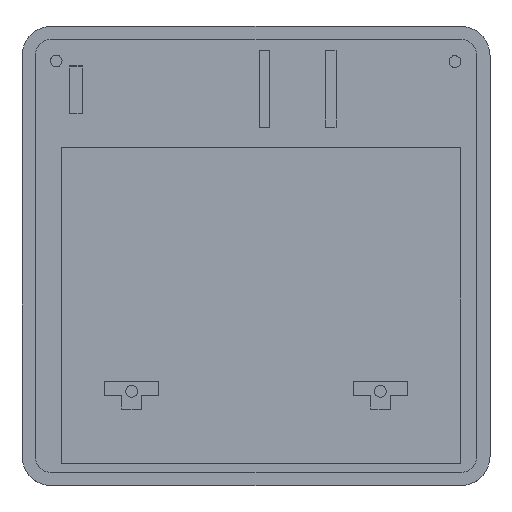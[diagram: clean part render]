
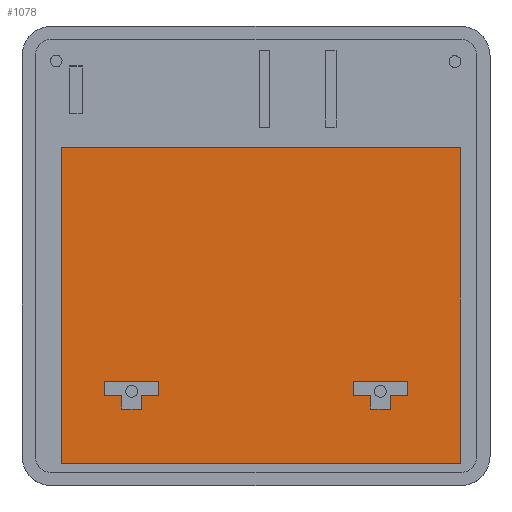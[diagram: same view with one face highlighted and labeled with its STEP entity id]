
A CAD part, top view. The second image highlights one B-rep face of the part: STEP entity #1078.
In plain terms, the highlighted planar face has unit normal (0, 0, 1).
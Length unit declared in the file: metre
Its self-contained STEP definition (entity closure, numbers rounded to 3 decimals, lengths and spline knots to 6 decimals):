
#74=ORIENTED_EDGE('',*,*,#378,.F.);
#75=ORIENTED_EDGE('',*,*,#379,.T.);
#76=ORIENTED_EDGE('',*,*,#380,.T.);
#77=ORIENTED_EDGE('',*,*,#381,.F.);
#78=ORIENTED_EDGE('',*,*,#382,.T.);
#79=ORIENTED_EDGE('',*,*,#383,.F.);
#80=ORIENTED_EDGE('',*,*,#384,.F.);
#81=ORIENTED_EDGE('',*,*,#385,.F.);
#82=ORIENTED_EDGE('',*,*,#386,.T.);
#83=ORIENTED_EDGE('',*,*,#387,.T.);
#84=ORIENTED_EDGE('',*,*,#388,.F.);
#85=ORIENTED_EDGE('',*,*,#389,.T.);
#86=ORIENTED_EDGE('',*,*,#390,.F.);
#87=ORIENTED_EDGE('',*,*,#391,.F.);
#88=ORIENTED_EDGE('',*,*,#392,.F.);
#89=ORIENTED_EDGE('',*,*,#393,.F.);
#90=ORIENTED_EDGE('',*,*,#394,.T.);
#91=ORIENTED_EDGE('',*,*,#395,.T.);
#92=ORIENTED_EDGE('',*,*,#396,.F.);
#93=ORIENTED_EDGE('',*,*,#397,.F.);
#378=EDGE_CURVE('',#530,#531,#628,.T.);
#379=EDGE_CURVE('',#530,#532,#629,.T.);
#380=EDGE_CURVE('',#532,#533,#630,.T.);
#381=EDGE_CURVE('',#534,#533,#631,.T.);
#382=EDGE_CURVE('',#534,#535,#632,.T.);
#383=EDGE_CURVE('',#536,#535,#633,.T.);
#384=EDGE_CURVE('',#537,#536,#634,.T.);
#385=EDGE_CURVE('',#531,#537,#635,.T.);
#386=EDGE_CURVE('',#538,#539,#636,.T.);
#387=EDGE_CURVE('',#539,#540,#637,.T.);
#388=EDGE_CURVE('',#541,#540,#638,.T.);
#389=EDGE_CURVE('',#541,#542,#639,.T.);
#390=EDGE_CURVE('',#543,#542,#640,.T.);
#391=EDGE_CURVE('',#544,#543,#641,.T.);
#392=EDGE_CURVE('',#545,#544,#642,.T.);
#393=EDGE_CURVE('',#538,#545,#643,.T.);
#394=EDGE_CURVE('',#546,#547,#644,.T.);
#395=EDGE_CURVE('',#547,#548,#645,.T.);
#396=EDGE_CURVE('',#549,#548,#646,.T.);
#397=EDGE_CURVE('',#546,#549,#647,.T.);
#530=VERTEX_POINT('',#1608);
#531=VERTEX_POINT('',#1609);
#532=VERTEX_POINT('',#1611);
#533=VERTEX_POINT('',#1613);
#534=VERTEX_POINT('',#1615);
#535=VERTEX_POINT('',#1617);
#536=VERTEX_POINT('',#1619);
#537=VERTEX_POINT('',#1621);
#538=VERTEX_POINT('',#1624);
#539=VERTEX_POINT('',#1625);
#540=VERTEX_POINT('',#1627);
#541=VERTEX_POINT('',#1629);
#542=VERTEX_POINT('',#1631);
#543=VERTEX_POINT('',#1633);
#544=VERTEX_POINT('',#1635);
#545=VERTEX_POINT('',#1637);
#546=VERTEX_POINT('',#1640);
#547=VERTEX_POINT('',#1641);
#548=VERTEX_POINT('',#1643);
#549=VERTEX_POINT('',#1645);
#628=LINE('',#1607,#756);
#629=LINE('',#1610,#757);
#630=LINE('',#1612,#758);
#631=LINE('',#1614,#759);
#632=LINE('',#1616,#760);
#633=LINE('',#1618,#761);
#634=LINE('',#1620,#762);
#635=LINE('',#1622,#763);
#636=LINE('',#1623,#764);
#637=LINE('',#1626,#765);
#638=LINE('',#1628,#766);
#639=LINE('',#1630,#767);
#640=LINE('',#1632,#768);
#641=LINE('',#1634,#769);
#642=LINE('',#1636,#770);
#643=LINE('',#1638,#771);
#644=LINE('',#1639,#772);
#645=LINE('',#1642,#773);
#646=LINE('',#1644,#774);
#647=LINE('',#1646,#775);
#756=VECTOR('',#1282,1.);
#757=VECTOR('',#1283,1.);
#758=VECTOR('',#1284,1.);
#759=VECTOR('',#1285,1.);
#760=VECTOR('',#1286,1.);
#761=VECTOR('',#1287,1.);
#762=VECTOR('',#1288,1.);
#763=VECTOR('',#1289,1.);
#764=VECTOR('',#1290,1.);
#765=VECTOR('',#1291,1.);
#766=VECTOR('',#1292,1.);
#767=VECTOR('',#1293,1.);
#768=VECTOR('',#1294,1.);
#769=VECTOR('',#1295,1.);
#770=VECTOR('',#1296,1.);
#771=VECTOR('',#1297,1.);
#772=VECTOR('',#1298,1.);
#773=VECTOR('',#1299,1.);
#774=VECTOR('',#1300,1.);
#775=VECTOR('',#1301,1.);
#871=EDGE_LOOP('',(#74,#75,#76,#77,#78,#79,#80,#81));
#872=EDGE_LOOP('',(#82,#83,#84,#85,#86,#87,#88,#89));
#873=EDGE_LOOP('',(#90,#91,#92,#93));
#951=FACE_BOUND('',#871,.T.);
#952=FACE_BOUND('',#872,.T.);
#953=FACE_BOUND('',#873,.T.);
#1025=PLANE('',#1162);
#1078=ADVANCED_FACE('',(#951,#952,#953),#1025,.T.);
#1162=AXIS2_PLACEMENT_3D('',#1606,#1280,#1281);
#1280=DIRECTION('',(0.,0.,1.));
#1281=DIRECTION('',(1.,0.,0.));
#1282=DIRECTION('',(1.,0.,0.));
#1283=DIRECTION('',(-0.002,1.,0.));
#1284=DIRECTION('',(-1.,0.,0.));
#1285=DIRECTION('',(0.,-1.,0.));
#1286=DIRECTION('',(1.,0.,0.));
#1287=DIRECTION('',(0.,1.,0.));
#1288=DIRECTION('',(1.,0.,0.));
#1289=DIRECTION('',(0.,1.,0.));
#1290=DIRECTION('',(-0.002,1.,0.));
#1291=DIRECTION('',(-1.,0.,0.));
#1292=DIRECTION('',(0.,-1.,0.));
#1293=DIRECTION('',(1.,0.,0.));
#1294=DIRECTION('',(0.,1.,0.));
#1295=DIRECTION('',(1.,0.,0.));
#1296=DIRECTION('',(0.,1.,0.));
#1297=DIRECTION('',(1.,0.,0.));
#1298=DIRECTION('',(0.,-1.,0.));
#1299=DIRECTION('',(1.,0.,0.));
#1300=DIRECTION('',(0.,-1.,0.));
#1301=DIRECTION('',(1.,0.,0.));
#1606=CARTESIAN_POINT('',(-0.002535,-0.000682,0.002));
#1607=CARTESIAN_POINT('',(-0.031158,-0.035878,0.002));
#1608=CARTESIAN_POINT('',(-0.033429,-0.035878,0.002));
#1609=CARTESIAN_POINT('',(-0.028886,-0.035878,0.002));
#1610=CARTESIAN_POINT('',(-0.033433,-0.034311,0.002));
#1611=CARTESIAN_POINT('',(-0.033436,-0.032744,0.002));
#1612=CARTESIAN_POINT('',(-0.035436,-0.032744,0.002));
#1613=CARTESIAN_POINT('',(-0.037436,-0.032744,0.002));
#1614=CARTESIAN_POINT('',(-0.037436,-0.031131,0.002));
#1615=CARTESIAN_POINT('',(-0.037436,-0.029518,0.002));
#1616=CARTESIAN_POINT('',(-0.031161,-0.029518,0.002));
#1617=CARTESIAN_POINT('',(-0.024886,-0.029518,0.002));
#1618=CARTESIAN_POINT('',(-0.024886,-0.031148,0.002));
#1619=CARTESIAN_POINT('',(-0.024886,-0.032778,0.002));
#1620=CARTESIAN_POINT('',(-0.026886,-0.032778,0.002));
#1621=CARTESIAN_POINT('',(-0.028886,-0.032778,0.002));
#1622=CARTESIAN_POINT('',(-0.028886,-0.034328,0.002));
#1623=CARTESIAN_POINT('',(0.023831,-0.034311,0.002));
#1624=CARTESIAN_POINT('',(0.023834,-0.035878,0.002));
#1625=CARTESIAN_POINT('',(0.023827,-0.032744,0.002));
#1626=CARTESIAN_POINT('',(0.021827,-0.032744,0.002));
#1627=CARTESIAN_POINT('',(0.019827,-0.032744,0.002));
#1628=CARTESIAN_POINT('',(0.019827,-0.031131,0.002));
#1629=CARTESIAN_POINT('',(0.019827,-0.029518,0.002));
#1630=CARTESIAN_POINT('',(0.026102,-0.029518,0.002));
#1631=CARTESIAN_POINT('',(0.032377,-0.029518,0.002));
#1632=CARTESIAN_POINT('',(0.032377,-0.031148,0.002));
#1633=CARTESIAN_POINT('',(0.032377,-0.032778,0.002));
#1634=CARTESIAN_POINT('',(0.030377,-0.032778,0.002));
#1635=CARTESIAN_POINT('',(0.028377,-0.032778,0.002));
#1636=CARTESIAN_POINT('',(0.028377,-0.034328,0.002));
#1637=CARTESIAN_POINT('',(0.028377,-0.035878,0.002));
#1638=CARTESIAN_POINT('',(0.026106,-0.035878,0.002));
#1639=CARTESIAN_POINT('',(-0.047366,-0.01207,0.002));
#1640=CARTESIAN_POINT('',(-0.047366,0.02423,0.002));
#1641=CARTESIAN_POINT('',(-0.047366,-0.048369,0.002));
#1642=CARTESIAN_POINT('',(-0.00145,-0.048369,0.002));
#1643=CARTESIAN_POINT('',(0.044465,-0.048369,0.002));
#1644=CARTESIAN_POINT('',(0.044465,-0.01207,0.002));
#1645=CARTESIAN_POINT('',(0.044465,0.02423,0.002));
#1646=CARTESIAN_POINT('',(-0.00145,0.02423,0.002));
